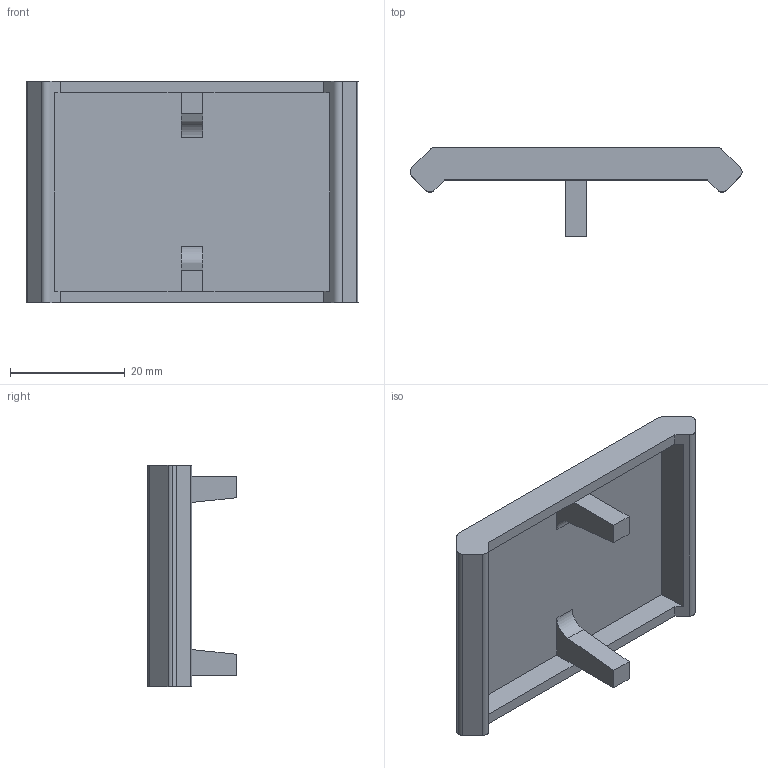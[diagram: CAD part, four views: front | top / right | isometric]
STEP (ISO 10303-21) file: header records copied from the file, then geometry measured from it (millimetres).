
FILE_DESCRIPTION (( 'STEP AP214' ), '1' );
FILE_NAME ('B111 Çàãëóøêà äëÿ óãëîâîãî àëþìèíèåâîãî ñîåäèíèòåëÿ 40õ40.STEP', '2025-10-28T09:14:00', ( '' ), ( '' ), 'SwSTEP 2.0', 'SolidWorks 2025', '' );
FILE_SCHEMA (( 'AUTOMOTIVE_DESIGN' ));
Length unit declared in the file: millimetre
Products named in the file (1): B111 Заглушка для углового алюминиевого соединителя 40х40
Bounding box: 57.9 x 15.44 x 38.7 mm (x, y, z)
Volume: 5943.3 mm3; surface area: 6589.1 mm2
Topology: 1 solids, 1 shells, 37 faces, 101 edges, 66 vertices
Faces by surface type: plane 28, cylinder 9
Entity records: 1184 total; most frequent: CARTESIAN_POINT 205, ORIENTED_EDGE 202, DIRECTION 195, EDGE_CURVE 101, VECTOR 83, LINE 83, VERTEX_POINT 66, AXIS2_PLACEMENT_3D 56
